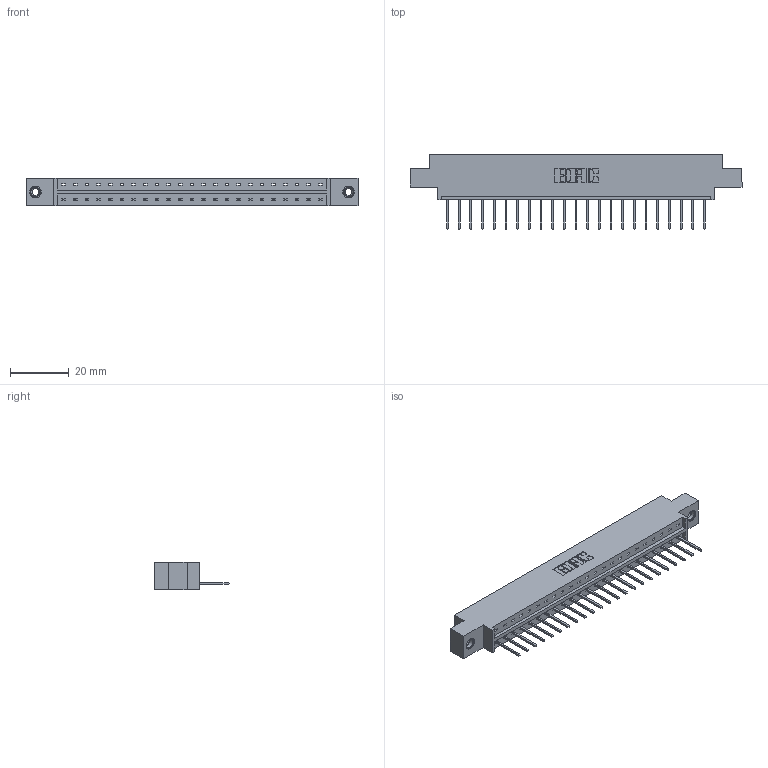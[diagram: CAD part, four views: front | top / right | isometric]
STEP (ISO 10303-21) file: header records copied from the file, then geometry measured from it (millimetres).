
FILE_DESCRIPTION (( 'STEP AP203' ), '1' );
FILE_NAME ('333-023-523-608.STEP', '2018-08-02T03:22:37', ( '' ), ( '' ), 'SwSTEP 2.0', 'SolidWorks 2016', '' );
FILE_SCHEMA (( 'CONFIG_CONTROL_DESIGN' ));
Length unit declared in the file: inch
Products named in the file (4): 333-023-523-608; 333 Part_Offset - .156 Dia - TI; 345-292-001_345-293-123; 345-250-001_345-250-003-102
Assembly tree (26 placements, depth 2):
  333-023-523-608
    333 Part_Offset - .156 Dia - TI
    345-292-001_345-293-123  x23
    345-250-001_345-250-003-102  x2
Bounding box: 112.67 x 25.15 x 9.4 mm (x, y, z)
Volume: 10931.6 mm3; surface area: 11950.9 mm2
Topology: 26 solids, 26 shells, 1512 faces, 4507 edges, 2966 vertices
Faces by surface type: plane 1072, cylinder 424, cone 12, torus 4
Entity records: 17854 total; most frequent: CARTESIAN_POINT 3066, ORIENTED_EDGE 3018, DIRECTION 2657, EDGE_CURVE 1509, LINE 1361, VECTOR 1361, VERTEX_POINT 1000, AXIS2_PLACEMENT_3D 648
